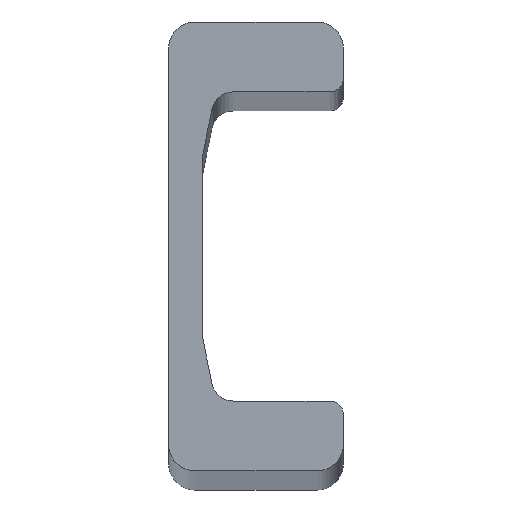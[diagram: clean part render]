
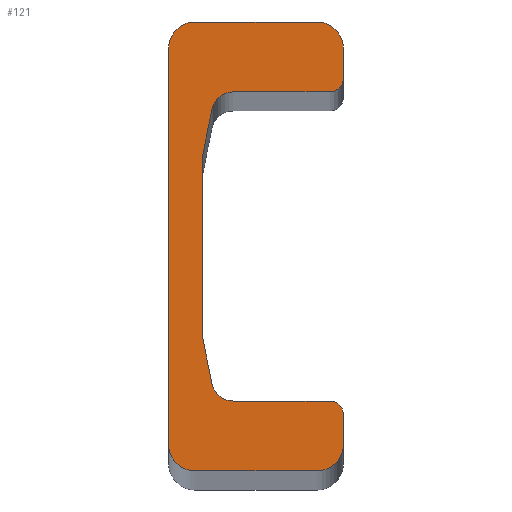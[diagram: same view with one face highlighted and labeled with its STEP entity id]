
A CAD part, top view. The second image highlights one B-rep face of the part: STEP entity #121.
In plain terms, the highlighted planar face has unit normal (0, 0, 1).
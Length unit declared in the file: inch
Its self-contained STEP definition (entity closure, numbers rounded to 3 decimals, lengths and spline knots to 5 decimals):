
#1 = CARTESIAN_POINT ( 'NONE',  ( -0.01984, -1.23546, 0. ) ) ;
#7 = CARTESIAN_POINT ( 'NONE',  ( -0.1063, -0.80315, 0. ) ) ;
#11 = DIRECTION ( 'NONE',  ( 0., 0., 1. ) ) ;
#22 = CIRCLE ( 'NONE', #870, 0.23622 ) ;
#54 = DIRECTION ( 'NONE',  ( 1., 0., 0. ) ) ;
#67 = CARTESIAN_POINT ( 'NONE',  ( 1.04724, 1.51181, 0. ) ) ;
#68 = ORIENTED_EDGE ( 'NONE', *, *, #463, .T. ) ;
#69 = DIRECTION ( 'NONE',  ( 0., 1., 0. ) ) ;
#70 = ORIENTED_EDGE ( 'NONE', *, *, #310, .T. ) ;
#90 = ORIENTED_EDGE ( 'NONE', *, *, #699, .T. ) ;
#94 = VECTOR ( 'NONE', #471, 39.37008 ) ;
#99 = AXIS2_PLACEMENT_3D ( 'NONE', #764, #667, #467 ) ;
#104 = VERTEX_POINT ( 'NONE', #341 ) ;
#110 = EDGE_CURVE ( 'NONE', #146, #703, #347, .T. ) ;
#112 = LINE ( 'NONE', #461, #908 ) ;
#113 = LINE ( 'NONE', #117, #560 ) ;
#117 = CARTESIAN_POINT ( 'NONE',  ( -0.40945, 1.7874, 0. ) ) ;
#121 = ADVANCED_FACE ( 'NONE', ( #411 ), #273, .T. ) ;
#129 = CIRCLE ( 'NONE', #419, 0.23622 ) ;
#135 = CARTESIAN_POINT ( 'NONE',  ( 0.92913, 2.02362, 0. ) ) ;
#137 = VECTOR ( 'NONE', #642, 39.37008 ) ;
#145 = CARTESIAN_POINT ( 'NONE',  ( 0.92913, -1.7874, 0. ) ) ;
#146 = VERTEX_POINT ( 'NONE', #919 ) ;
#160 = VERTEX_POINT ( 'NONE', #704 ) ;
#170 = ORIENTED_EDGE ( 'NONE', *, *, #202, .T. ) ;
#179 = DIRECTION ( 'NONE',  ( 0., 0., -1. ) ) ;
#188 = CARTESIAN_POINT ( 'NONE',  ( -0.01984, 1.23546, 0. ) ) ;
#189 = CIRCLE ( 'NONE', #798, 0.23622 ) ;
#190 = CARTESIAN_POINT ( 'NONE',  ( -0.40945, 1.7874, 0. ) ) ;
#193 = DIRECTION ( 'NONE',  ( 0., 0., 1. ) ) ;
#196 = EDGE_CURVE ( 'NONE', #495, #160, #571, .T. ) ;
#202 = EDGE_CURVE ( 'NONE', #262, #349, #871, .T. ) ;
#209 = EDGE_CURVE ( 'NONE', #624, #104, #268, .T. ) ;
#214 = VECTOR ( 'NONE', #803, 39.37008 ) ;
#225 = DIRECTION ( 'NONE',  ( 0.196, 0.981, 0. ) ) ;
#230 = AXIS2_PLACEMENT_3D ( 'NONE', #67, #355, #792 ) ;
#231 = ORIENTED_EDGE ( 'NONE', *, *, #283, .T. ) ;
#235 = DIRECTION ( 'NONE',  ( -0.196, 0.981, 0. ) ) ;
#237 = DIRECTION ( 'NONE',  ( 0., -1., 0. ) ) ;
#241 = LINE ( 'NONE', #680, #94 ) ;
#251 = DIRECTION ( 'NONE',  ( 1., 0., 0. ) ) ;
#262 = VERTEX_POINT ( 'NONE', #790 ) ;
#268 = CIRCLE ( 'NONE', #230, 0.11811 ) ;
#273 = PLANE ( 'NONE',  #869 ) ;
#276 = VERTEX_POINT ( 'NONE', #1 ) ;
#283 = EDGE_CURVE ( 'NONE', #349, #390, #486, .T. ) ;
#284 = DIRECTION ( 'NONE',  ( 1., 0., 0. ) ) ;
#291 = CARTESIAN_POINT ( 'NONE',  ( -0.17323, 1.7874, 0. ) ) ;
#293 = CARTESIAN_POINT ( 'NONE',  ( 1.16535, -1.51181, 0. ) ) ;
#297 = CARTESIAN_POINT ( 'NONE',  ( 1.04724, -1.3937, 0. ) ) ;
#306 = EDGE_CURVE ( 'NONE', #651, #864, #353, .T. ) ;
#310 = EDGE_CURVE ( 'NONE', #431, #146, #189, .T. ) ;
#322 = VERTEX_POINT ( 'NONE', #7 ) ;
#323 = EDGE_CURVE ( 'NONE', #160, #608, #129, .T. ) ;
#334 = CARTESIAN_POINT ( 'NONE',  ( 0.92913, -2.02362, 0. ) ) ;
#341 = CARTESIAN_POINT ( 'NONE',  ( 1.16535, 1.51181, 0. ) ) ;
#347 = LINE ( 'NONE', #334, #761 ) ;
#349 = VERTEX_POINT ( 'NONE', #293 ) ;
#353 = LINE ( 'NONE', #433, #783 ) ;
#355 = DIRECTION ( 'NONE',  ( 0., 0., 1. ) ) ;
#356 = ORIENTED_EDGE ( 'NONE', *, *, #196, .T. ) ;
#368 = EDGE_CURVE ( 'NONE', #703, #262, #22, .T. ) ;
#373 = ORIENTED_EDGE ( 'NONE', *, *, #424, .T. ) ;
#374 = CARTESIAN_POINT ( 'NONE',  ( -0.17323, -1.7874, 0. ) ) ;
#375 = EDGE_LOOP ( 'NONE', ( #808, #579, #804, #509, #68, #529, #356, #815, #753, #70, #466, #562, #170, #231, #851, #373, #90, #793 ) ) ;
#378 = DIRECTION ( 'NONE',  ( -1., 0., 0. ) ) ;
#390 = VERTEX_POINT ( 'NONE', #297 ) ;
#396 = CARTESIAN_POINT ( 'NONE',  ( 0.17319, -1.19685, 0. ) ) ;
#404 = AXIS2_PLACEMENT_3D ( 'NONE', #396, #590, #378 ) ;
#411 = FACE_OUTER_BOUND ( 'NONE', #375, .T. ) ;
#417 = CIRCLE ( 'NONE', #99, 0.23622 ) ;
#419 = AXIS2_PLACEMENT_3D ( 'NONE', #291, #11, #574 ) ;
#424 = EDGE_CURVE ( 'NONE', #825, #276, #918, .T. ) ;
#426 = CARTESIAN_POINT ( 'NONE',  ( 1.04724, -1.51181, 0. ) ) ;
#431 = VERTEX_POINT ( 'NONE', #515 ) ;
#433 = CARTESIAN_POINT ( 'NONE',  ( -0.1063, 0.80315, 0. ) ) ;
#439 = DIRECTION ( 'NONE',  ( 0., 0., 1. ) ) ;
#445 = EDGE_CURVE ( 'NONE', #322, #651, #818, .T. ) ;
#448 = DIRECTION ( 'NONE',  ( 0., 1., 0. ) ) ;
#459 = AXIS2_PLACEMENT_3D ( 'NONE', #542, #179, #251 ) ;
#461 = CARTESIAN_POINT ( 'NONE',  ( -0.1063, -0.80315, 0. ) ) ;
#463 = EDGE_CURVE ( 'NONE', #104, #788, #668, .T. ) ;
#466 = ORIENTED_EDGE ( 'NONE', *, *, #110, .T. ) ;
#467 = DIRECTION ( 'NONE',  ( 1., 0., 0. ) ) ;
#468 = CARTESIAN_POINT ( 'NONE',  ( 0.92913, 2.02362, 0. ) ) ;
#471 = DIRECTION ( 'NONE',  ( -1., 0., 0. ) ) ;
#475 = CARTESIAN_POINT ( 'NONE',  ( 1.04724, 1.3937, 0. ) ) ;
#486 = CIRCLE ( 'NONE', #607, 0.11811 ) ;
#495 = VERTEX_POINT ( 'NONE', #468 ) ;
#497 = CARTESIAN_POINT ( 'NONE',  ( 1.16535, -1.7874, 0. ) ) ;
#500 = DIRECTION ( 'NONE',  ( 0., 0., 1. ) ) ;
#507 = DIRECTION ( 'NONE',  ( 0., 0., 1. ) ) ;
#509 = ORIENTED_EDGE ( 'NONE', *, *, #209, .T. ) ;
#515 = CARTESIAN_POINT ( 'NONE',  ( -0.40945, -1.7874, 0. ) ) ;
#518 = CARTESIAN_POINT ( 'NONE',  ( 0.92913, -2.02362, 0. ) ) ;
#520 = CARTESIAN_POINT ( 'NONE',  ( -0.1063, 0.80315, 0. ) ) ;
#529 = ORIENTED_EDGE ( 'NONE', *, *, #773, .T. ) ;
#542 = CARTESIAN_POINT ( 'NONE',  ( 0.17319, 1.19685, 0. ) ) ;
#560 = VECTOR ( 'NONE', #237, 39.37008 ) ;
#562 = ORIENTED_EDGE ( 'NONE', *, *, #368, .T. ) ;
#571 = LINE ( 'NONE', #135, #137 ) ;
#572 = VECTOR ( 'NONE', #826, 39.37008 ) ;
#574 = DIRECTION ( 'NONE',  ( -1., 0., 0. ) ) ;
#579 = ORIENTED_EDGE ( 'NONE', *, *, #862, .T. ) ;
#590 = DIRECTION ( 'NONE',  ( 0., 0., -1. ) ) ;
#607 = AXIS2_PLACEMENT_3D ( 'NONE', #426, #500, #284 ) ;
#608 = VERTEX_POINT ( 'NONE', #190 ) ;
#612 = CARTESIAN_POINT ( 'NONE',  ( 0.17319, 1.3937, 0. ) ) ;
#622 = EDGE_CURVE ( 'NONE', #608, #431, #113, .T. ) ;
#624 = VERTEX_POINT ( 'NONE', #906 ) ;
#628 = CARTESIAN_POINT ( 'NONE',  ( 0.17319, 1.19685, 0. ) ) ;
#632 = DIRECTION ( 'NONE',  ( -1., 0., 0. ) ) ;
#642 = DIRECTION ( 'NONE',  ( -1., 0., 0. ) ) ;
#651 = VERTEX_POINT ( 'NONE', #658 ) ;
#658 = CARTESIAN_POINT ( 'NONE',  ( -0.1063, 0.80315, 0. ) ) ;
#667 = DIRECTION ( 'NONE',  ( 0., 0., 1. ) ) ;
#668 = LINE ( 'NONE', #739, #855 ) ;
#680 = CARTESIAN_POINT ( 'NONE',  ( 1.04724, -1.3937, 0. ) ) ;
#686 = LINE ( 'NONE', #475, #572 ) ;
#693 = CIRCLE ( 'NONE', #459, 0.19685 ) ;
#699 = EDGE_CURVE ( 'NONE', #276, #322, #112, .T. ) ;
#703 = VERTEX_POINT ( 'NONE', #518 ) ;
#704 = CARTESIAN_POINT ( 'NONE',  ( -0.17323, 2.02362, 0. ) ) ;
#715 = DIRECTION ( 'NONE',  ( 1., 0., 0. ) ) ;
#724 = VERTEX_POINT ( 'NONE', #612 ) ;
#739 = CARTESIAN_POINT ( 'NONE',  ( 1.16535, 1.7874, 0. ) ) ;
#753 = ORIENTED_EDGE ( 'NONE', *, *, #622, .T. ) ;
#761 = VECTOR ( 'NONE', #776, 39.37008 ) ;
#764 = CARTESIAN_POINT ( 'NONE',  ( 0.92913, 1.7874, 0. ) ) ;
#773 = EDGE_CURVE ( 'NONE', #788, #495, #417, .T. ) ;
#774 = VECTOR ( 'NONE', #69, 39.37008 ) ;
#776 = DIRECTION ( 'NONE',  ( 1., 0., 0. ) ) ;
#783 = VECTOR ( 'NONE', #225, 39.37008 ) ;
#788 = VERTEX_POINT ( 'NONE', #905 ) ;
#790 = CARTESIAN_POINT ( 'NONE',  ( 1.16535, -1.7874, 0. ) ) ;
#792 = DIRECTION ( 'NONE',  ( -1., 0., 0. ) ) ;
#793 = ORIENTED_EDGE ( 'NONE', *, *, #445, .T. ) ;
#798 = AXIS2_PLACEMENT_3D ( 'NONE', #374, #507, #715 ) ;
#803 = DIRECTION ( 'NONE',  ( 0., 1., 0. ) ) ;
#804 = ORIENTED_EDGE ( 'NONE', *, *, #872, .T. ) ;
#808 = ORIENTED_EDGE ( 'NONE', *, *, #306, .T. ) ;
#810 = EDGE_CURVE ( 'NONE', #390, #825, #241, .T. ) ;
#815 = ORIENTED_EDGE ( 'NONE', *, *, #323, .T. ) ;
#818 = LINE ( 'NONE', #520, #214 ) ;
#825 = VERTEX_POINT ( 'NONE', #835 ) ;
#826 = DIRECTION ( 'NONE',  ( 1., 0., 0. ) ) ;
#835 = CARTESIAN_POINT ( 'NONE',  ( 0.17319, -1.3937, 0. ) ) ;
#851 = ORIENTED_EDGE ( 'NONE', *, *, #810, .T. ) ;
#855 = VECTOR ( 'NONE', #448, 39.37008 ) ;
#862 = EDGE_CURVE ( 'NONE', #864, #724, #693, .T. ) ;
#864 = VERTEX_POINT ( 'NONE', #188 ) ;
#869 = AXIS2_PLACEMENT_3D ( 'NONE', #628, #193, #54 ) ;
#870 = AXIS2_PLACEMENT_3D ( 'NONE', #145, #439, #632 ) ;
#871 = LINE ( 'NONE', #497, #774 ) ;
#872 = EDGE_CURVE ( 'NONE', #724, #624, #686, .T. ) ;
#905 = CARTESIAN_POINT ( 'NONE',  ( 1.16535, 1.7874, 0. ) ) ;
#906 = CARTESIAN_POINT ( 'NONE',  ( 1.04724, 1.3937, 0. ) ) ;
#908 = VECTOR ( 'NONE', #235, 39.37008 ) ;
#918 = CIRCLE ( 'NONE', #404, 0.19685 ) ;
#919 = CARTESIAN_POINT ( 'NONE',  ( -0.17323, -2.02362, 0. ) ) ;
